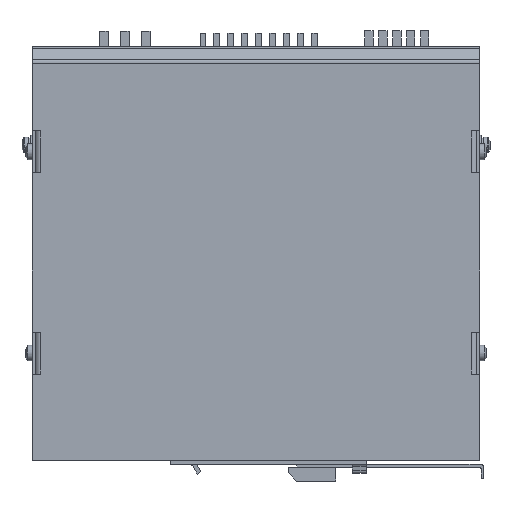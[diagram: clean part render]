
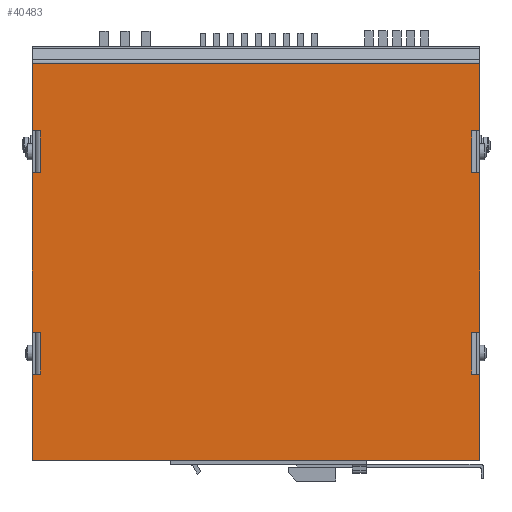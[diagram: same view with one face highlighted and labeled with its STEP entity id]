
A CAD part, left-side view. The second image highlights one B-rep face of the part: STEP entity #40483.
In plain terms, the highlighted planar face has unit normal (-1, 0, 0).
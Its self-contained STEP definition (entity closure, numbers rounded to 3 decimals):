
#2655=PLANE('',#43226);
#4460=FACE_OUTER_BOUND('',#6949,.T.);
#6949=EDGE_LOOP('',(#34650,#34651,#34652,#34653,#34654,#34655,#34656,#34657,
#34658,#34659,#34660,#34661,#34662,#34663,#34664,#34665,#34666,#34667,#34668,
#34669));
#11132=LINE('',#62271,#15871);
#11145=LINE('',#62312,#15884);
#11148=LINE('',#62329,#15887);
#11152=LINE('',#62353,#15891);
#11155=LINE('',#62372,#15894);
#11157=LINE('',#62381,#15896);
#11158=LINE('',#62382,#15897);
#11159=LINE('',#62384,#15898);
#11160=LINE('',#62386,#15899);
#11161=LINE('',#62387,#15900);
#11162=LINE('',#62389,#15901);
#11163=LINE('',#62391,#15902);
#11164=LINE('',#62393,#15903);
#11165=LINE('',#62395,#15904);
#11166=LINE('',#62396,#15905);
#11167=LINE('',#62398,#15906);
#11168=LINE('',#62400,#15907);
#11169=LINE('',#62401,#15908);
#11170=LINE('',#62403,#15909);
#11171=LINE('',#62404,#15910);
#15871=VECTOR('',#50978,1.);
#15884=VECTOR('',#51021,1.);
#15887=VECTOR('',#51038,1.);
#15891=VECTOR('',#51062,1.);
#15894=VECTOR('',#51081,1.);
#15896=VECTOR('',#51091,1.);
#15897=VECTOR('',#51092,1.);
#15898=VECTOR('',#51093,1.);
#15899=VECTOR('',#51094,1.);
#15900=VECTOR('',#51095,1.);
#15901=VECTOR('',#51096,1.);
#15902=VECTOR('',#51097,1.);
#15903=VECTOR('',#51098,1.);
#15904=VECTOR('',#51099,1.);
#15905=VECTOR('',#51100,1.);
#15906=VECTOR('',#51101,1.);
#15907=VECTOR('',#51102,1.);
#15908=VECTOR('',#51103,1.);
#15909=VECTOR('',#51104,1.);
#15910=VECTOR('',#51105,1.);
#20422=VERTEX_POINT('',#62268);
#20423=VERTEX_POINT('',#62270);
#20435=VERTEX_POINT('',#62309);
#20436=VERTEX_POINT('',#62311);
#20442=VERTEX_POINT('',#62326);
#20443=VERTEX_POINT('',#62328);
#20449=VERTEX_POINT('',#62343);
#20453=VERTEX_POINT('',#62351);
#20457=VERTEX_POINT('',#62362);
#20461=VERTEX_POINT('',#62370);
#20464=VERTEX_POINT('',#62380);
#20465=VERTEX_POINT('',#62383);
#20466=VERTEX_POINT('',#62385);
#20467=VERTEX_POINT('',#62388);
#20468=VERTEX_POINT('',#62390);
#20469=VERTEX_POINT('',#62392);
#20470=VERTEX_POINT('',#62394);
#20471=VERTEX_POINT('',#62397);
#20472=VERTEX_POINT('',#62399);
#20473=VERTEX_POINT('',#62402);
#25380=EDGE_CURVE('',#20423,#20422,#11132,.T.);
#25401=EDGE_CURVE('',#20436,#20435,#11145,.T.);
#25409=EDGE_CURVE('',#20443,#20442,#11148,.T.);
#25421=EDGE_CURVE('',#20449,#20453,#11152,.T.);
#25430=EDGE_CURVE('',#20457,#20461,#11155,.T.);
#25434=EDGE_CURVE('',#20464,#20422,#11157,.T.);
#25435=EDGE_CURVE('',#20464,#20457,#11158,.T.);
#25436=EDGE_CURVE('',#20465,#20461,#11159,.T.);
#25437=EDGE_CURVE('',#20466,#20465,#11160,.T.);
#25438=EDGE_CURVE('',#20466,#20449,#11161,.T.);
#25439=EDGE_CURVE('',#20467,#20453,#11162,.T.);
#25440=EDGE_CURVE('',#20468,#20467,#11163,.T.);
#25441=EDGE_CURVE('',#20469,#20468,#11164,.T.);
#25442=EDGE_CURVE('',#20470,#20469,#11165,.T.);
#25443=EDGE_CURVE('',#20470,#20436,#11166,.T.);
#25444=EDGE_CURVE('',#20471,#20435,#11167,.T.);
#25445=EDGE_CURVE('',#20472,#20471,#11168,.T.);
#25446=EDGE_CURVE('',#20472,#20443,#11169,.T.);
#25447=EDGE_CURVE('',#20473,#20442,#11170,.T.);
#25448=EDGE_CURVE('',#20423,#20473,#11171,.T.);
#34650=ORIENTED_EDGE('',*,*,#25380,.T.);
#34651=ORIENTED_EDGE('',*,*,#25434,.F.);
#34652=ORIENTED_EDGE('',*,*,#25435,.T.);
#34653=ORIENTED_EDGE('',*,*,#25430,.T.);
#34654=ORIENTED_EDGE('',*,*,#25436,.F.);
#34655=ORIENTED_EDGE('',*,*,#25437,.F.);
#34656=ORIENTED_EDGE('',*,*,#25438,.T.);
#34657=ORIENTED_EDGE('',*,*,#25421,.T.);
#34658=ORIENTED_EDGE('',*,*,#25439,.F.);
#34659=ORIENTED_EDGE('',*,*,#25440,.F.);
#34660=ORIENTED_EDGE('',*,*,#25441,.F.);
#34661=ORIENTED_EDGE('',*,*,#25442,.F.);
#34662=ORIENTED_EDGE('',*,*,#25443,.T.);
#34663=ORIENTED_EDGE('',*,*,#25401,.T.);
#34664=ORIENTED_EDGE('',*,*,#25444,.F.);
#34665=ORIENTED_EDGE('',*,*,#25445,.F.);
#34666=ORIENTED_EDGE('',*,*,#25446,.T.);
#34667=ORIENTED_EDGE('',*,*,#25409,.T.);
#34668=ORIENTED_EDGE('',*,*,#25447,.F.);
#34669=ORIENTED_EDGE('',*,*,#25448,.F.);
#40483=ADVANCED_FACE('',(#4460),#2655,.F.);
#43226=AXIS2_PLACEMENT_3D('',#62379,#51089,#51090);
#50978=DIRECTION('',(0.,1.,0.));
#51021=DIRECTION('',(0.,0.,1.));
#51038=DIRECTION('',(0.,0.,1.));
#51062=DIRECTION('',(0.,0.,-1.));
#51081=DIRECTION('',(0.,0.,-1.));
#51089=DIRECTION('center_axis',(1.,0.,0.));
#51090=DIRECTION('ref_axis',(0.,0.,-1.));
#51091=DIRECTION('',(0.,0.,1.));
#51092=DIRECTION('',(0.,-1.,0.));
#51093=DIRECTION('',(0.,-1.,0.));
#51094=DIRECTION('',(0.,0.,1.));
#51095=DIRECTION('',(0.,-1.,0.));
#51096=DIRECTION('',(0.,-1.,0.));
#51097=DIRECTION('',(0.,0.,1.));
#51098=DIRECTION('',(0.,1.,0.));
#51099=DIRECTION('',(0.,0.,-1.));
#51100=DIRECTION('',(0.,1.,0.));
#51101=DIRECTION('',(0.,1.,0.));
#51102=DIRECTION('',(0.,0.,-1.));
#51103=DIRECTION('',(0.,1.,0.));
#51104=DIRECTION('',(0.,1.,0.));
#51105=DIRECTION('',(0.,0.,-1.));
#62268=CARTESIAN_POINT('',(-1.,159.,141.054));
#62270=CARTESIAN_POINT('',(-1.,-1.,141.054));
#62271=CARTESIAN_POINT('',(-1.,79.,141.054));
#62309=CARTESIAN_POINT('',(-1.,1.8,44.8));
#62311=CARTESIAN_POINT('',(-1.,1.8,29.8));
#62312=CARTESIAN_POINT('',(-1.,1.8,53.869));
#62326=CARTESIAN_POINT('',(-1.,1.8,116.8));
#62328=CARTESIAN_POINT('',(-1.,1.8,101.8));
#62329=CARTESIAN_POINT('',(-1.,1.8,89.869));
#62343=CARTESIAN_POINT('',(-1.,156.2,44.8));
#62351=CARTESIAN_POINT('',(-1.,156.2,29.8));
#62353=CARTESIAN_POINT('',(-1.,156.2,53.869));
#62362=CARTESIAN_POINT('',(-1.,156.2,116.8));
#62370=CARTESIAN_POINT('',(-1.,156.2,101.8));
#62372=CARTESIAN_POINT('',(-1.,156.2,89.869));
#62379=CARTESIAN_POINT('Origin',(-1.,79.,70.438));
#62380=CARTESIAN_POINT('',(-1.,159.,116.8));
#62381=CARTESIAN_POINT('',(-1.,159.,116.8));
#62382=CARTESIAN_POINT('',(-1.,118.05,116.8));
#62383=CARTESIAN_POINT('',(-1.,159.,101.8));
#62384=CARTESIAN_POINT('',(-1.,159.,101.8));
#62385=CARTESIAN_POINT('',(-1.,159.,44.8));
#62386=CARTESIAN_POINT('',(-1.,159.,44.8));
#62387=CARTESIAN_POINT('',(-1.,118.05,44.8));
#62388=CARTESIAN_POINT('',(-1.,159.,29.8));
#62389=CARTESIAN_POINT('',(-1.,159.,29.8));
#62390=CARTESIAN_POINT('',(-1.,159.,-1.));
#62391=CARTESIAN_POINT('',(-1.,159.,-1.));
#62392=CARTESIAN_POINT('',(-1.,-1.,-1.));
#62393=CARTESIAN_POINT('',(-1.,-1.,-1.));
#62394=CARTESIAN_POINT('',(-1.,-1.,29.8));
#62395=CARTESIAN_POINT('',(-1.,-1.,29.8));
#62396=CARTESIAN_POINT('',(-1.,39.95,29.8));
#62397=CARTESIAN_POINT('',(-1.,-1.,44.8));
#62398=CARTESIAN_POINT('',(-1.,-1.,44.8));
#62399=CARTESIAN_POINT('',(-1.,-1.,101.8));
#62400=CARTESIAN_POINT('',(-1.,-1.,101.8));
#62401=CARTESIAN_POINT('',(-1.,39.95,101.8));
#62402=CARTESIAN_POINT('',(-1.,-1.,116.8));
#62403=CARTESIAN_POINT('',(-1.,-1.,116.8));
#62404=CARTESIAN_POINT('',(-1.,-1.,141.8));
